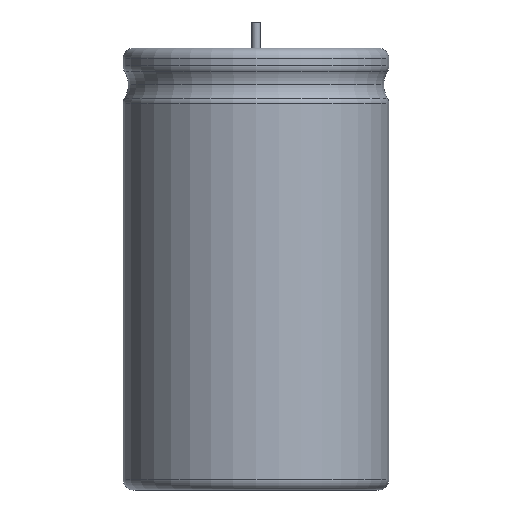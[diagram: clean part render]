
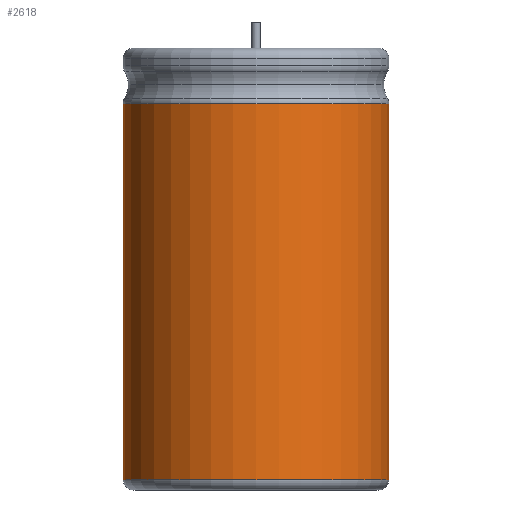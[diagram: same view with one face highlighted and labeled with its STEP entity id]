
A CAD part, front view. The second image highlights one B-rep face of the part: STEP entity #2618.
In plain terms, the highlighted cylindrical face has radius 12.7 mm (diameter 25.4 mm), a partial arc.
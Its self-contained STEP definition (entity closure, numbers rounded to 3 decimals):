
#136 = DIRECTION ( 'NONE',  ( 1., 0., 0. ) ) ;
#523 = CARTESIAN_POINT ( 'NONE',  ( 0., 0., -5.303 ) ) ;
#574 = LINE ( 'NONE', #686, #2059 ) ;
#593 = CARTESIAN_POINT ( 'NONE',  ( 12.7, 0., 0. ) ) ;
#626 = VERTEX_POINT ( 'NONE', #1299 ) ;
#686 = CARTESIAN_POINT ( 'NONE',  ( -12.7, 0., 0. ) ) ;
#819 = DIRECTION ( 'NONE',  ( 0., 0., 1. ) ) ;
#917 = DIRECTION ( 'NONE',  ( 1., 0., 0. ) ) ;
#1161 = DIRECTION ( 'NONE',  ( 0., 0., 1. ) ) ;
#1299 = CARTESIAN_POINT ( 'NONE',  ( -12.7, 0., -41.2 ) ) ;
#1332 = FACE_OUTER_BOUND ( 'NONE', #1586, .T. ) ;
#1586 = EDGE_LOOP ( 'NONE', ( #3391, #1826, #3088, #3150 ) ) ;
#1742 = VECTOR ( 'NONE', #1161, 1000. ) ;
#1826 = ORIENTED_EDGE ( 'NONE', *, *, #2368, .T. ) ;
#1967 = VERTEX_POINT ( 'NONE', #2445 ) ;
#2024 = EDGE_CURVE ( 'NONE', #626, #2428, #574, .T. ) ;
#2059 = VECTOR ( 'NONE', #819, 1000. ) ;
#2104 = CIRCLE ( 'NONE', #3254, 12.7 ) ;
#2149 = CARTESIAN_POINT ( 'NONE',  ( -12.7, 0., -5.303 ) ) ;
#2160 = DIRECTION ( 'NONE',  ( 0., 0., 1. ) ) ;
#2368 = EDGE_CURVE ( 'NONE', #626, #1967, #2104, .T. ) ;
#2428 = VERTEX_POINT ( 'NONE', #2149 ) ;
#2432 = EDGE_CURVE ( 'NONE', #1967, #3449, #2507, .T. ) ;
#2445 = CARTESIAN_POINT ( 'NONE',  ( 12.7, 0., -41.2 ) ) ;
#2507 = LINE ( 'NONE', #593, #1742 ) ;
#2574 = DIRECTION ( 'NONE',  ( 0., 0., 1. ) ) ;
#2618 = ADVANCED_FACE ( 'NONE', ( #1332 ), #3302, .T. ) ;
#2732 = DIRECTION ( 'NONE',  ( 1., 0., 0. ) ) ;
#2757 = DIRECTION ( 'NONE',  ( 0., 0., 1. ) ) ;
#2866 = CARTESIAN_POINT ( 'NONE',  ( 0., 0., 0. ) ) ;
#2906 = CARTESIAN_POINT ( 'NONE',  ( 12.7, 0., -5.303 ) ) ;
#3015 = CIRCLE ( 'NONE', #3158, 12.7 ) ;
#3049 = EDGE_CURVE ( 'NONE', #2428, #3449, #3015, .T. ) ;
#3087 = CARTESIAN_POINT ( 'NONE',  ( 0., 0., -41.2 ) ) ;
#3088 = ORIENTED_EDGE ( 'NONE', *, *, #2432, .T. ) ;
#3090 = AXIS2_PLACEMENT_3D ( 'NONE', #2866, #2757, #2732 ) ;
#3150 = ORIENTED_EDGE ( 'NONE', *, *, #3049, .F. ) ;
#3158 = AXIS2_PLACEMENT_3D ( 'NONE', #523, #2574, #136 ) ;
#3254 = AXIS2_PLACEMENT_3D ( 'NONE', #3087, #2160, #917 ) ;
#3302 = CYLINDRICAL_SURFACE ( 'NONE', #3090, 12.7 ) ;
#3391 = ORIENTED_EDGE ( 'NONE', *, *, #2024, .F. ) ;
#3449 = VERTEX_POINT ( 'NONE', #2906 ) ;
